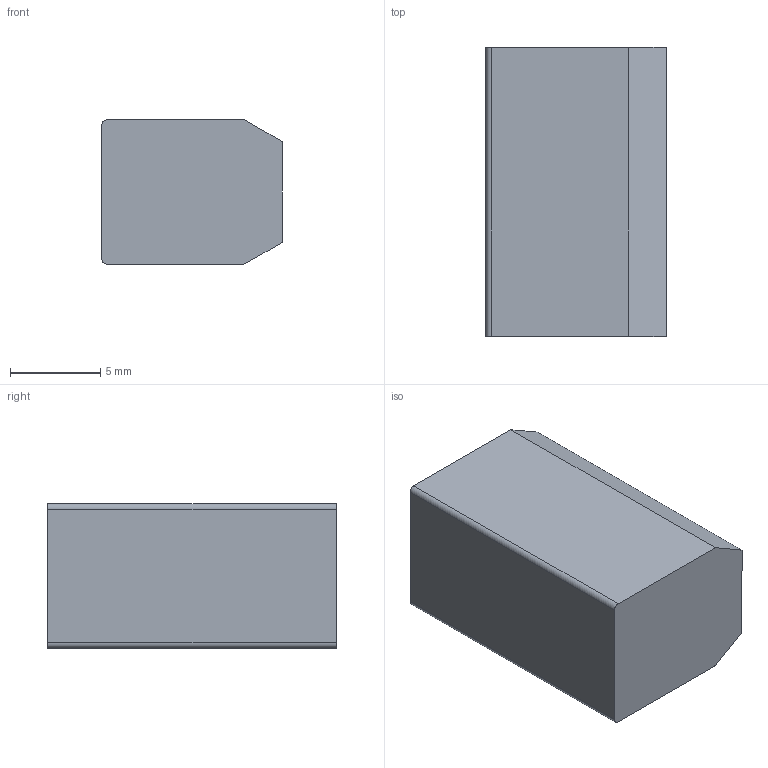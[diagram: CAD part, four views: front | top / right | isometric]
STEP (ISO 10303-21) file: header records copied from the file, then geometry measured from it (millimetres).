
FILE_DESCRIPTION(/* description */ ('WKZ-0469'),/* implementation_level */ '2;1');
FILE_NAME(/* name */ 'O_3_01_02_00_01_WKZ-0469.stp',/* time_stamp */ '2025-11-21T09:00:42+01:00',/* author */ ('d.fischer'),/* organization */ (''),/* preprocessor_version */ 'ST-DEVELOPER v20',/* originating_system */ 'Autodesk Inventor 2025',/* authorisation */ '');
FILE_SCHEMA (('AUTOMOTIVE_DESIGN { 1 0 10303 214 3 1 1 }'));
Length unit declared in the file: millimetre
Products named in the file (1): O_3_01_02_00_01_WKZ-0469
Bounding box: 10 x 16 x 8 mm (x, y, z)
Volume: 1163.6 mm3; surface area: 758.2 mm2
Topology: 1 solids, 1 shells, 16 faces, 37 edges, 24 vertices
Faces by surface type: plane 9, cylinder 5, cone 2
Full cylindrical faces by diameter (mm): 2.897 x1, 6.877 x1
Entity records: 494 total; most frequent: DIRECTION 81, CARTESIAN_POINT 77, ORIENTED_EDGE 72, EDGE_CURVE 36, AXIS2_PLACEMENT_3D 28, LINE 25, VECTOR 25, VERTEX_POINT 24
